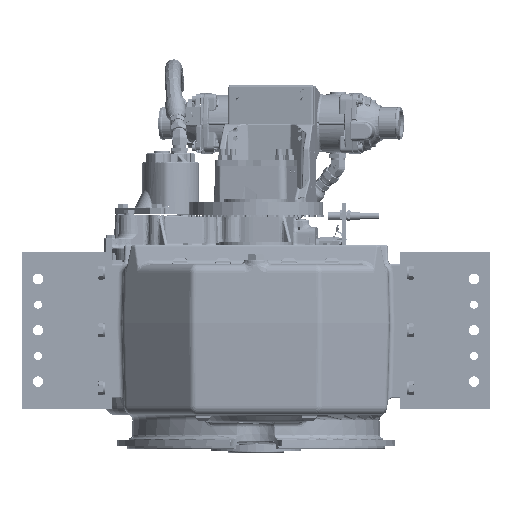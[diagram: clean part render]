
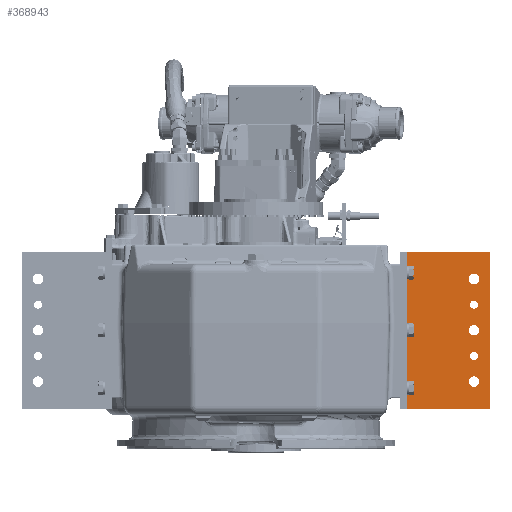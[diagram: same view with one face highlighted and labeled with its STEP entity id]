
A CAD part, front view. The second image highlights one B-rep face of the part: STEP entity #368943.
In plain terms, the highlighted planar face has unit normal (0, -1, 0).
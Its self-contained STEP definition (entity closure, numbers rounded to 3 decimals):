
#1620 = EDGE_CURVE ( 'NONE', #416906, #289528, #184197, .T. ) ;
#6787 = FACE_BOUND ( 'NONE', #40402, .T. ) ;
#11097 = ORIENTED_EDGE ( 'NONE', *, *, #192158, .T. ) ;
#16209 = VERTEX_POINT ( 'NONE', #161665 ) ;
#17501 = CARTESIAN_POINT ( 'NONE',  ( 463.55, -254.022, 72.97 ) ) ;
#17969 = EDGE_LOOP ( 'NONE', ( #185780, #99843 ) ) ;
#24039 = ORIENTED_EDGE ( 'NONE', *, *, #190090, .T. ) ;
#24529 = AXIS2_PLACEMENT_3D ( 'NONE', #412421, #52647, #346730 ) ;
#24881 = CARTESIAN_POINT ( 'NONE',  ( 439.8, -254.022, 177.745 ) ) ;
#31187 = CARTESIAN_POINT ( 'NONE',  ( 381., -254.022, 384.12 ) ) ;
#32549 = FACE_BOUND ( 'NONE', #139898, .T. ) ;
#33220 = VERTEX_POINT ( 'NONE', #56917 ) ;
#34244 = EDGE_CURVE ( 'NONE', #384048, #152172, #224834, .T. ) ;
#40402 = EDGE_LOOP ( 'NONE', ( #312850, #233526 ) ) ;
#43133 = DIRECTION ( 'NONE',  ( 1., 0., 0. ) ) ;
#48427 = VERTEX_POINT ( 'NONE', #289717 ) ;
#52647 = DIRECTION ( 'NONE',  ( 0., -1., 0. ) ) ;
#52913 = AXIS2_PLACEMENT_3D ( 'NONE', #195872, #390006, #291502 ) ;
#55258 = DIRECTION ( 'NONE',  ( 0., 1., 0. ) ) ;
#56917 = CARTESIAN_POINT ( 'NONE',  ( 298.45, -254.022, 72.97 ) ) ;
#57422 = CARTESIAN_POINT ( 'NONE',  ( 431.8, -254.022, 177.745 ) ) ;
#60835 = VERTEX_POINT ( 'NONE', #190652 ) ;
#65559 = DIRECTION ( 'NONE',  ( 0., 0., -1. ) ) ;
#66925 = VECTOR ( 'NONE', #65559, 1000. ) ;
#67774 = AXIS2_PLACEMENT_3D ( 'NONE', #405740, #272966, #142996 ) ;
#76292 = AXIS2_PLACEMENT_3D ( 'NONE', #96730, #161132, #99588 ) ;
#80571 = CARTESIAN_POINT ( 'NONE',  ( 431.8, -254.022, 228.545 ) ) ;
#96730 = CARTESIAN_POINT ( 'NONE',  ( 431.8, -254.022, 330.145 ) ) ;
#99588 = DIRECTION ( 'NONE',  ( 1., 0., 0. ) ) ;
#99843 = ORIENTED_EDGE ( 'NONE', *, *, #180496, .F. ) ;
#106681 = LINE ( 'NONE', #31187, #116883 ) ;
#109738 = CIRCLE ( 'NONE', #202469, 8. ) ;
#111184 = EDGE_CURVE ( 'NONE', #252381, #247006, #160526, .T. ) ;
#111572 = DIRECTION ( 'NONE',  ( 0., -1., 0. ) ) ;
#112300 = CARTESIAN_POINT ( 'NONE',  ( 463.55, -254.022, 384.12 ) ) ;
#116883 = VECTOR ( 'NONE', #261161, 1000. ) ;
#117802 = CARTESIAN_POINT ( 'NONE',  ( 442.119, -254.022, 126.945 ) ) ;
#118006 = ORIENTED_EDGE ( 'NONE', *, *, #415612, .T. ) ;
#123798 = VERTEX_POINT ( 'NONE', #270034 ) ;
#124337 = FACE_BOUND ( 'NONE', #17969, .T. ) ;
#133754 = CARTESIAN_POINT ( 'NONE',  ( 431.8, -254.022, 279.345 ) ) ;
#139502 = ORIENTED_EDGE ( 'NONE', *, *, #149590, .T. ) ;
#139898 = EDGE_LOOP ( 'NONE', ( #118006, #149178 ) ) ;
#139960 = EDGE_CURVE ( 'NONE', #177326, #123798, #387160, .T. ) ;
#142996 = DIRECTION ( 'NONE',  ( 1., 0., 0. ) ) ;
#147934 = DIRECTION ( 'NONE',  ( 0., 1., 0. ) ) ;
#149178 = ORIENTED_EDGE ( 'NONE', *, *, #34244, .T. ) ;
#149590 = EDGE_CURVE ( 'NONE', #409535, #48427, #210441, .T. ) ;
#152172 = VERTEX_POINT ( 'NONE', #117802 ) ;
#160526 = LINE ( 'NONE', #294012, #216707 ) ;
#161132 = DIRECTION ( 'NONE',  ( 0., 1., 0. ) ) ;
#161665 = CARTESIAN_POINT ( 'NONE',  ( 298.45, -254.022, 384.12 ) ) ;
#162096 = ORIENTED_EDGE ( 'NONE', *, *, #261201, .F. ) ;
#163194 = CARTESIAN_POINT ( 'NONE',  ( 423.8, -254.022, 279.345 ) ) ;
#166677 = DIRECTION ( 'NONE',  ( 0., -1., 0. ) ) ;
#172763 = AXIS2_PLACEMENT_3D ( 'NONE', #133754, #166677, #392302 ) ;
#176121 = CARTESIAN_POINT ( 'NONE',  ( 421.481, -254.022, 126.945 ) ) ;
#176963 = CARTESIAN_POINT ( 'NONE',  ( 381., -254.022, 72.97 ) ) ;
#177326 = VERTEX_POINT ( 'NONE', #266088 ) ;
#178469 = CARTESIAN_POINT ( 'NONE',  ( 423.8, -254.022, 177.745 ) ) ;
#178558 = CARTESIAN_POINT ( 'NONE',  ( 442.119, -254.022, 228.545 ) ) ;
#180496 = EDGE_CURVE ( 'NONE', #289528, #416906, #109738, .T. ) ;
#184197 = CIRCLE ( 'NONE', #52913, 8. ) ;
#185780 = ORIENTED_EDGE ( 'NONE', *, *, #1620, .F. ) ;
#187486 = DIRECTION ( 'NONE',  ( 1., 0., 0. ) ) ;
#190090 = EDGE_CURVE ( 'NONE', #48427, #409535, #304780, .T. ) ;
#190652 = CARTESIAN_POINT ( 'NONE',  ( 439.8, -254.022, 279.345 ) ) ;
#192158 = EDGE_CURVE ( 'NONE', #16209, #33220, #296870, .T. ) ;
#195872 = CARTESIAN_POINT ( 'NONE',  ( 431.8, -254.022, 177.745 ) ) ;
#202469 = AXIS2_PLACEMENT_3D ( 'NONE', #57422, #387265, #187486 ) ;
#204496 = EDGE_CURVE ( 'NONE', #33220, #252381, #213615, .T. ) ;
#209476 = CIRCLE ( 'NONE', #364125, 8. ) ;
#210441 = CIRCLE ( 'NONE', #281656, 10.319 ) ;
#213615 = LINE ( 'NONE', #176963, #407776 ) ;
#216707 = VECTOR ( 'NONE', #229806, 1000. ) ;
#217177 = CIRCLE ( 'NONE', #172763, 8. ) ;
#219851 = EDGE_CURVE ( 'NONE', #380638, #60835, #217177, .T. ) ;
#222883 = CARTESIAN_POINT ( 'NONE',  ( 431.8, -254.022, 126.945 ) ) ;
#224834 = CIRCLE ( 'NONE', #261765, 10.319 ) ;
#229806 = DIRECTION ( 'NONE',  ( 0., 0., 1. ) ) ;
#230728 = ORIENTED_EDGE ( 'NONE', *, *, #219851, .F. ) ;
#233526 = ORIENTED_EDGE ( 'NONE', *, *, #139960, .T. ) ;
#235440 = CARTESIAN_POINT ( 'NONE',  ( 298.45, -254.022, 228.545 ) ) ;
#243405 = DIRECTION ( 'NONE',  ( 0., 1., 0. ) ) ;
#243966 = DIRECTION ( 'NONE',  ( 1., 0., 0. ) ) ;
#247006 = VERTEX_POINT ( 'NONE', #112300 ) ;
#248260 = PLANE ( 'NONE',  #24529 ) ;
#252381 = VERTEX_POINT ( 'NONE', #17501 ) ;
#261161 = DIRECTION ( 'NONE',  ( -1., 0., 0. ) ) ;
#261201 = EDGE_CURVE ( 'NONE', #60835, #380638, #209476, .T. ) ;
#261765 = AXIS2_PLACEMENT_3D ( 'NONE', #222883, #386999, #419796 ) ;
#262810 = ORIENTED_EDGE ( 'NONE', *, *, #111184, .T. ) ;
#265737 = EDGE_LOOP ( 'NONE', ( #324849, #11097, #373764, #262810 ) ) ;
#266088 = CARTESIAN_POINT ( 'NONE',  ( 421.481, -254.022, 330.145 ) ) ;
#268458 = EDGE_LOOP ( 'NONE', ( #230728, #162096 ) ) ;
#270034 = CARTESIAN_POINT ( 'NONE',  ( 442.119, -254.022, 330.145 ) ) ;
#271050 = EDGE_CURVE ( 'NONE', #123798, #177326, #304955, .T. ) ;
#272966 = DIRECTION ( 'NONE',  ( 0., 1., 0. ) ) ;
#275816 = CARTESIAN_POINT ( 'NONE',  ( 431.8, -254.022, 279.345 ) ) ;
#276613 = CARTESIAN_POINT ( 'NONE',  ( 431.8, -254.022, 330.145 ) ) ;
#281656 = AXIS2_PLACEMENT_3D ( 'NONE', #80571, #243405, #370531 ) ;
#289528 = VERTEX_POINT ( 'NONE', #24881 ) ;
#289717 = CARTESIAN_POINT ( 'NONE',  ( 421.481, -254.022, 228.545 ) ) ;
#291502 = DIRECTION ( 'NONE',  ( 1., 0., 0. ) ) ;
#294012 = CARTESIAN_POINT ( 'NONE',  ( 463.55, -254.022, 228.545 ) ) ;
#294638 = EDGE_LOOP ( 'NONE', ( #139502, #24039 ) ) ;
#296870 = LINE ( 'NONE', #235440, #66925 ) ;
#304780 = CIRCLE ( 'NONE', #67774, 10.319 ) ;
#304955 = CIRCLE ( 'NONE', #380937, 10.319 ) ;
#312636 = CIRCLE ( 'NONE', #330305, 10.319 ) ;
#312850 = ORIENTED_EDGE ( 'NONE', *, *, #271050, .T. ) ;
#324069 = EDGE_CURVE ( 'NONE', #247006, #16209, #106681, .T. ) ;
#324849 = ORIENTED_EDGE ( 'NONE', *, *, #324069, .T. ) ;
#330305 = AXIS2_PLACEMENT_3D ( 'NONE', #346591, #55258, #379410 ) ;
#339101 = FACE_BOUND ( 'NONE', #268458, .T. ) ;
#344036 = FACE_BOUND ( 'NONE', #294638, .T. ) ;
#346591 = CARTESIAN_POINT ( 'NONE',  ( 431.8, -254.022, 126.945 ) ) ;
#346730 = DIRECTION ( 'NONE',  ( 1., 0., 0. ) ) ;
#364125 = AXIS2_PLACEMENT_3D ( 'NONE', #275816, #111572, #43133 ) ;
#368943 = ADVANCED_FACE ( 'NONE', ( #124337, #339101, #32549, #6787, #344036, #394899 ), #248260, .T. ) ;
#370531 = DIRECTION ( 'NONE',  ( 1., 0., 0. ) ) ;
#373764 = ORIENTED_EDGE ( 'NONE', *, *, #204496, .T. ) ;
#377849 = DIRECTION ( 'NONE',  ( 1., 0., 0. ) ) ;
#379410 = DIRECTION ( 'NONE',  ( 1., 0., 0. ) ) ;
#380638 = VERTEX_POINT ( 'NONE', #163194 ) ;
#380937 = AXIS2_PLACEMENT_3D ( 'NONE', #276613, #147934, #377849 ) ;
#384048 = VERTEX_POINT ( 'NONE', #176121 ) ;
#386999 = DIRECTION ( 'NONE',  ( 0., 1., 0. ) ) ;
#387160 = CIRCLE ( 'NONE', #76292, 10.319 ) ;
#387265 = DIRECTION ( 'NONE',  ( 0., -1., 0. ) ) ;
#390006 = DIRECTION ( 'NONE',  ( 0., -1., 0. ) ) ;
#392302 = DIRECTION ( 'NONE',  ( 1., 0., 0. ) ) ;
#394899 = FACE_OUTER_BOUND ( 'NONE', #265737, .T. ) ;
#405740 = CARTESIAN_POINT ( 'NONE',  ( 431.8, -254.022, 228.545 ) ) ;
#407776 = VECTOR ( 'NONE', #243966, 1000. ) ;
#409535 = VERTEX_POINT ( 'NONE', #178558 ) ;
#412421 = CARTESIAN_POINT ( 'NONE',  ( 298.45, -254.022, 72.97 ) ) ;
#415612 = EDGE_CURVE ( 'NONE', #152172, #384048, #312636, .T. ) ;
#416906 = VERTEX_POINT ( 'NONE', #178469 ) ;
#419796 = DIRECTION ( 'NONE',  ( 1., 0., 0. ) ) ;
